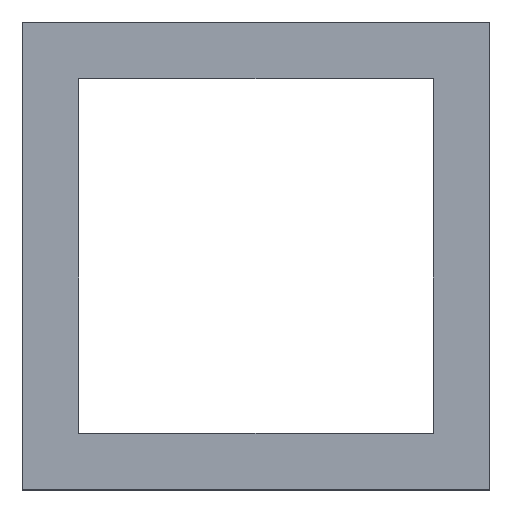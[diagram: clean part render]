
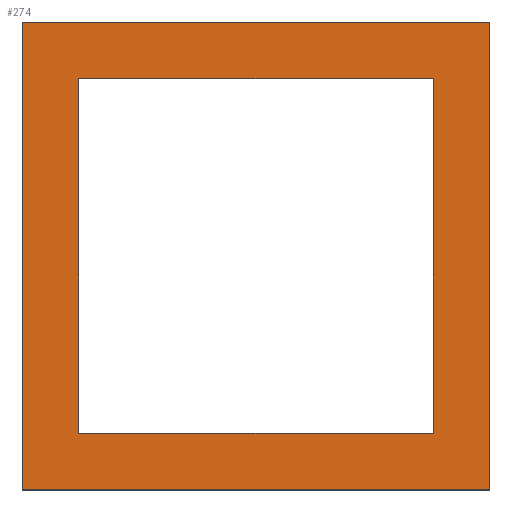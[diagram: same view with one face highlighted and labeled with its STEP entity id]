
A CAD part, top view. The second image highlights one B-rep face of the part: STEP entity #274.
In plain terms, the highlighted planar face has unit normal (0, 0, 1).
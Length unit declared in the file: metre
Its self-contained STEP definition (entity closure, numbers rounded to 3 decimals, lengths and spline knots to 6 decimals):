
#44=ORIENTED_EDGE('',*,*,#91,.T.);
#45=ORIENTED_EDGE('',*,*,#99,.T.);
#46=ORIENTED_EDGE('',*,*,#84,.F.);
#47=ORIENTED_EDGE('',*,*,#98,.F.);
#48=ORIENTED_EDGE('',*,*,#106,.F.);
#49=ORIENTED_EDGE('',*,*,#107,.T.);
#50=ORIENTED_EDGE('',*,*,#108,.T.);
#51=ORIENTED_EDGE('',*,*,#109,.F.);
#84=EDGE_CURVE('',#120,#121,#144,.T.);
#91=EDGE_CURVE('',#125,#127,#151,.T.);
#98=EDGE_CURVE('',#125,#120,#158,.T.);
#99=EDGE_CURVE('',#127,#121,#159,.T.);
#106=EDGE_CURVE('',#136,#137,#166,.T.);
#107=EDGE_CURVE('',#136,#138,#167,.T.);
#108=EDGE_CURVE('',#138,#139,#168,.T.);
#109=EDGE_CURVE('',#137,#139,#169,.T.);
#120=VERTEX_POINT('',#381);
#121=VERTEX_POINT('',#382);
#125=VERTEX_POINT('',#391);
#127=VERTEX_POINT('',#395);
#136=VERTEX_POINT('',#426);
#137=VERTEX_POINT('',#427);
#138=VERTEX_POINT('',#429);
#139=VERTEX_POINT('',#431);
#144=LINE('',#380,#180);
#151=LINE('',#396,#187);
#158=LINE('',#409,#194);
#159=LINE('',#411,#195);
#166=LINE('',#425,#202);
#167=LINE('',#428,#203);
#168=LINE('',#430,#204);
#169=LINE('',#432,#205);
#180=VECTOR('',#314,1.);
#187=VECTOR('',#323,1.);
#194=VECTOR('',#334,1.);
#195=VECTOR('',#337,1.);
#202=VECTOR('',#350,1.);
#203=VECTOR('',#351,1.);
#204=VECTOR('',#352,1.);
#205=VECTOR('',#353,1.);
#224=EDGE_LOOP('',(#44,#45,#46,#47));
#225=EDGE_LOOP('',(#48,#49,#50,#51));
#242=FACE_BOUND('',#224,.T.);
#243=FACE_BOUND('',#225,.T.);
#259=PLANE('',#302);
#274=ADVANCED_FACE('',(#242,#243),#259,.T.);
#302=AXIS2_PLACEMENT_3D('',#424,#348,#349);
#314=DIRECTION('',(0.,1.,0.));
#323=DIRECTION('',(0.,1.,0.));
#334=DIRECTION('',(1.,0.,0.));
#337=DIRECTION('',(1.,0.,0.));
#348=DIRECTION('',(0.,0.,1.));
#349=DIRECTION('',(1.,0.,0.));
#350=DIRECTION('',(0.,1.,0.));
#351=DIRECTION('',(1.,0.,0.));
#352=DIRECTION('',(0.,1.,0.));
#353=DIRECTION('',(1.,0.,0.));
#380=CARTESIAN_POINT('',(0.006825,-0.006825,0.));
#381=CARTESIAN_POINT('',(0.006825,-0.006825,0.));
#382=CARTESIAN_POINT('',(0.006825,0.006825,0.));
#391=CARTESIAN_POINT('',(-0.006825,-0.006825,0.));
#395=CARTESIAN_POINT('',(-0.006825,0.006825,0.));
#396=CARTESIAN_POINT('',(-0.006825,-0.006825,0.));
#409=CARTESIAN_POINT('',(-0.006825,-0.006825,0.));
#411=CARTESIAN_POINT('',(-0.006825,0.006825,0.));
#424=CARTESIAN_POINT('',(-0.009,-0.009,0.));
#425=CARTESIAN_POINT('',(-0.009,-0.009,0.));
#426=CARTESIAN_POINT('',(-0.009,-0.009,0.));
#427=CARTESIAN_POINT('',(-0.009,0.009,0.));
#428=CARTESIAN_POINT('',(-0.009,-0.009,0.));
#429=CARTESIAN_POINT('',(0.009,-0.009,0.));
#430=CARTESIAN_POINT('',(0.009,-0.009,0.));
#431=CARTESIAN_POINT('',(0.009,0.009,0.));
#432=CARTESIAN_POINT('',(-0.009,0.009,0.));
